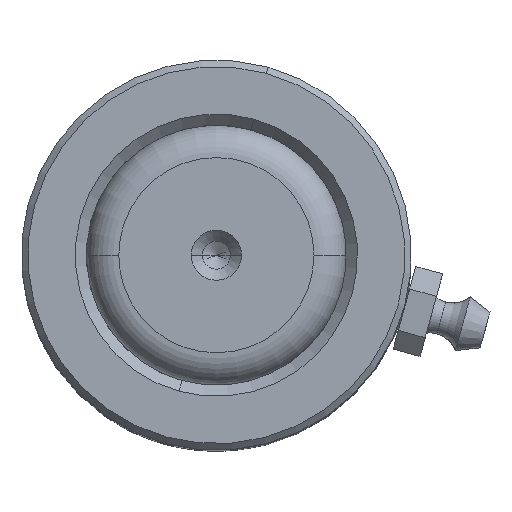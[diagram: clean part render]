
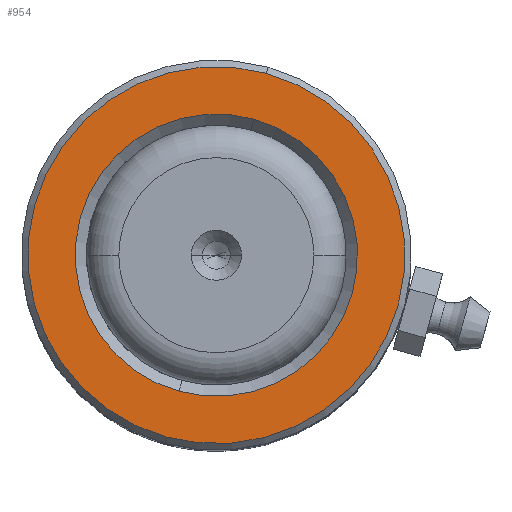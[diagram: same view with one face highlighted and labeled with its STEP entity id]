
A CAD part, top view. The second image highlights one B-rep face of the part: STEP entity #954.
In plain terms, the highlighted planar face has unit normal (0, 0, 1).
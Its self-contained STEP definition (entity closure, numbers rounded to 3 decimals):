
#206 = AXIS2_PLACEMENT_3D ( 'NONE', #5363, #506, #6757 ) ;
#506 = DIRECTION ( 'NONE',  ( 0., 0., 1. ) ) ;
#669 = EDGE_LOOP ( 'NONE', ( #7532, #1009 ) ) ;
#954 = ADVANCED_FACE ( 'NONE', ( #7782, #5939 ), #3327, .T. ) ;
#1009 = ORIENTED_EDGE ( 'NONE', *, *, #4773, .T. ) ;
#1277 = CIRCLE ( 'NONE', #7439, 15.2 ) ;
#1816 = VERTEX_POINT ( 'NONE', #3827 ) ;
#2171 = VERTEX_POINT ( 'NONE', #5152 ) ;
#2234 = AXIS2_PLACEMENT_3D ( 'NONE', #5708, #5081, #8523 ) ;
#2287 = EDGE_CURVE ( 'NONE', #3341, #2171, #1277, .T. ) ;
#2439 = EDGE_CURVE ( 'NONE', #2704, #1816, #4285, .T. ) ;
#2532 = CARTESIAN_POINT ( 'NONE',  ( -20.3, 0., 80. ) ) ;
#2704 = VERTEX_POINT ( 'NONE', #2532 ) ;
#2715 = DIRECTION ( 'NONE',  ( 0., 0., 1. ) ) ;
#3327 = PLANE ( 'NONE',  #5945 ) ;
#3341 = VERTEX_POINT ( 'NONE', #3660 ) ;
#3566 = CARTESIAN_POINT ( 'NONE',  ( 0., 0., 80. ) ) ;
#3660 = CARTESIAN_POINT ( 'NONE',  ( 15.2, 0., 80. ) ) ;
#3677 = ORIENTED_EDGE ( 'NONE', *, *, #2287, .T. ) ;
#3699 = ORIENTED_EDGE ( 'NONE', *, *, #4387, .T. ) ;
#3827 = CARTESIAN_POINT ( 'NONE',  ( 20.3, 0., 80. ) ) ;
#3949 = EDGE_LOOP ( 'NONE', ( #3677, #3699 ) ) ;
#4285 = CIRCLE ( 'NONE', #206, 20.3 ) ;
#4387 = EDGE_CURVE ( 'NONE', #2171, #3341, #7286, .T. ) ;
#4773 = EDGE_CURVE ( 'NONE', #1816, #2704, #7718, .T. ) ;
#4875 = CARTESIAN_POINT ( 'NONE',  ( 0., 0., 80. ) ) ;
#5081 = DIRECTION ( 'NONE',  ( 0., 0., -1. ) ) ;
#5152 = CARTESIAN_POINT ( 'NONE',  ( -15.2, 0., 80. ) ) ;
#5255 = DIRECTION ( 'NONE',  ( 1., 0., 0. ) ) ;
#5363 = CARTESIAN_POINT ( 'NONE',  ( 0., 0., 80. ) ) ;
#5483 = DIRECTION ( 'NONE',  ( 1., 0., 0. ) ) ;
#5502 = AXIS2_PLACEMENT_3D ( 'NONE', #3566, #6274, #6944 ) ;
#5708 = CARTESIAN_POINT ( 'NONE',  ( 0., 0., 80. ) ) ;
#5939 = FACE_BOUND ( 'NONE', #3949, .T. ) ;
#5945 = AXIS2_PLACEMENT_3D ( 'NONE', #4875, #2715, #5483 ) ;
#6274 = DIRECTION ( 'NONE',  ( 0., 0., 1. ) ) ;
#6387 = CARTESIAN_POINT ( 'NONE',  ( 0., 0., 80. ) ) ;
#6757 = DIRECTION ( 'NONE',  ( 1., 0., 0. ) ) ;
#6944 = DIRECTION ( 'NONE',  ( 1., 0., 0. ) ) ;
#7286 = CIRCLE ( 'NONE', #2234, 15.2 ) ;
#7332 = DIRECTION ( 'NONE',  ( 0., 0., -1. ) ) ;
#7439 = AXIS2_PLACEMENT_3D ( 'NONE', #6387, #7332, #5255 ) ;
#7532 = ORIENTED_EDGE ( 'NONE', *, *, #2439, .T. ) ;
#7718 = CIRCLE ( 'NONE', #5502, 20.3 ) ;
#7782 = FACE_OUTER_BOUND ( 'NONE', #669, .T. ) ;
#8523 = DIRECTION ( 'NONE',  ( 1., 0., 0. ) ) ;
